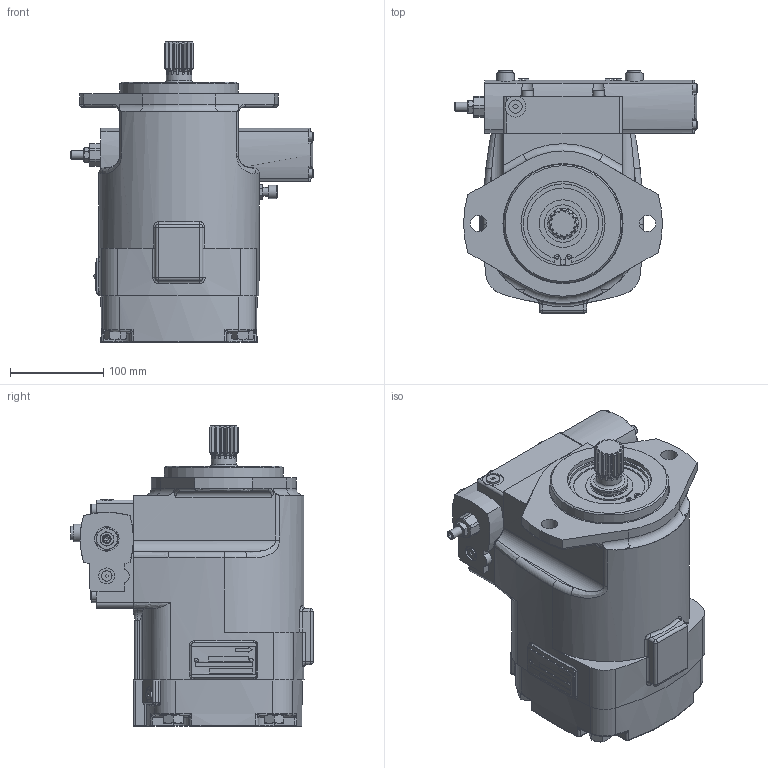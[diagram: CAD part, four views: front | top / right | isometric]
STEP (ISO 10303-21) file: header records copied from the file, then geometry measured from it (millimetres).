
FILE_DESCRIPTION((''),'2;1');
FILE_NAME('PVWJ_064_thru_130.stp','2015-12-19T12:50:48',('JGroves'),(''),'Autodesk Inventor 2012','Autodesk Inventor 2012','');
FILE_SCHEMA(('AUTOMOTIVE_DESIGN { 1 0 10303 214 1 1 1 1 }'));
Length unit declared in the file: inch
Products named in the file (1): Assembly1_Shrinkwrap_1
Bounding box: 259.71 x 259.08 x 321.18 mm (x, y, z)
Surface area: 381525.9 mm2 (no closed solid volume)
Topology: 0 solids, 33 shells, 1269 faces, 3621 edges, 2353 vertices
Faces by surface type: plane 785, cylinder 240, cone 89, torus 74, bspline 56, sphere 15, revolution 10
Full cylindrical faces by diameter (mm): 3.15 x2, 4.775 x1, 7.925 x1, 9.525 x7, 10.719 x4, 11.125 x2, 11.913 x4, 12.7 x4, 13.487 x1, 14.275 x4, 16.51 x1, 17.069 x1, 17.323 x1, 17.475 x2, 19.05 x2, 22.225 x1, 26.162 x1, 26.975 x1, 27.178 x1, 37.269 x1, 40.013 x3, 41.275 x1, 46.025 x1, 50.8 x1, 76.2 x1, 90.043 x2, 95.377 x1, 127 x1
Entity records: 82937 total; most frequent: CARTESIAN_POINT 49267, ORIENTED_EDGE 6533, DIRECTION 6512, EDGE_CURVE 3503, VERTEX_POINT 2326, VECTOR 2184, LINE 2184, AXIS2_PLACEMENT_3D 2159
